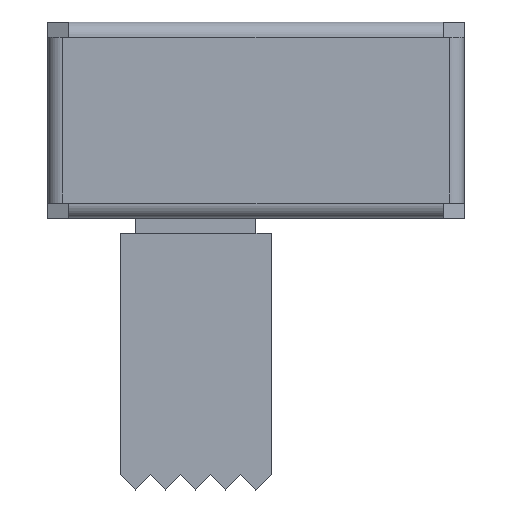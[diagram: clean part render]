
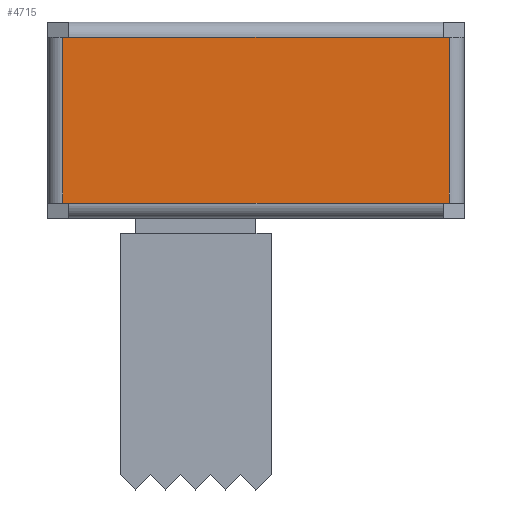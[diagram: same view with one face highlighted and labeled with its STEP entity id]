
A CAD part, top view. The second image highlights one B-rep face of the part: STEP entity #4715.
In plain terms, the highlighted planar face has unit normal (0, 0, 1).
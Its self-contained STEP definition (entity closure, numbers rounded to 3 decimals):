
#229=FACE_OUTER_BOUND('',#480,.T.);
#480=EDGE_LOOP('',(#3922,#3923,#3924,#3925,#3926,#3927,#3928,#3929));
#1128=LINE('',#7480,#1755);
#1131=LINE('',#7487,#1758);
#1132=LINE('',#7489,#1759);
#1133=LINE('',#7491,#1760);
#1134=LINE('',#7493,#1761);
#1135=LINE('',#7495,#1762);
#1136=LINE('',#7497,#1763);
#1137=LINE('',#7498,#1764);
#1755=VECTOR('',#6065,12.4);
#1758=VECTOR('',#6074,0.2);
#1759=VECTOR('',#6075,5.5);
#1760=VECTOR('',#6076,0.2);
#1761=VECTOR('',#6077,12.4);
#1762=VECTOR('',#6078,0.2);
#1763=VECTOR('',#6079,5.5);
#1764=VECTOR('',#6080,0.2);
#2265=VERTEX_POINT('',#7477);
#2266=VERTEX_POINT('',#7479);
#2267=VERTEX_POINT('',#7486);
#2268=VERTEX_POINT('',#7488);
#2269=VERTEX_POINT('',#7490);
#2270=VERTEX_POINT('',#7492);
#2271=VERTEX_POINT('',#7494);
#2272=VERTEX_POINT('',#7496);
#2861=EDGE_CURVE('',#2265,#2266,#1128,.T.);
#2865=EDGE_CURVE('',#2265,#2267,#1131,.T.);
#2866=EDGE_CURVE('',#2268,#2267,#1132,.T.);
#2867=EDGE_CURVE('',#2268,#2269,#1133,.T.);
#2868=EDGE_CURVE('',#2270,#2269,#1134,.T.);
#2869=EDGE_CURVE('',#2270,#2271,#1135,.T.);
#2870=EDGE_CURVE('',#2272,#2271,#1136,.T.);
#2871=EDGE_CURVE('',#2272,#2266,#1137,.T.);
#3922=ORIENTED_EDGE('',*,*,#2861,.F.);
#3923=ORIENTED_EDGE('',*,*,#2865,.T.);
#3924=ORIENTED_EDGE('',*,*,#2866,.F.);
#3925=ORIENTED_EDGE('',*,*,#2867,.T.);
#3926=ORIENTED_EDGE('',*,*,#2868,.F.);
#3927=ORIENTED_EDGE('',*,*,#2869,.T.);
#3928=ORIENTED_EDGE('',*,*,#2870,.F.);
#3929=ORIENTED_EDGE('',*,*,#2871,.T.);
#4482=PLANE('',#5025);
#4715=ADVANCED_FACE('',(#229),#4482,.T.);
#5025=AXIS2_PLACEMENT_3D('',#7485,#6072,#6073);
#6065=DIRECTION('',(-1.,0.,0.));
#6072=DIRECTION('center_axis',(0.,0.,1.));
#6073=DIRECTION('ref_axis',(1.,0.,0.));
#6074=DIRECTION('',(1.,0.,0.));
#6075=DIRECTION('',(0.,-1.,0.));
#6076=DIRECTION('',(-1.,0.,0.));
#6077=DIRECTION('',(1.,0.,0.));
#6078=DIRECTION('',(-1.,0.,0.));
#6079=DIRECTION('',(0.,1.,0.));
#6080=DIRECTION('',(1.,0.,0.));
#7477=CARTESIAN_POINT('',(6.2,0.5,6.));
#7479=CARTESIAN_POINT('',(-6.2,0.5,6.));
#7480=CARTESIAN_POINT('',(6.2,0.5,6.));
#7485=CARTESIAN_POINT('Origin',(0.,0.,6.));
#7486=CARTESIAN_POINT('',(6.4,0.5,6.));
#7487=CARTESIAN_POINT('',(6.2,0.5,6.));
#7488=CARTESIAN_POINT('',(6.4,6.,6.));
#7489=CARTESIAN_POINT('',(6.4,6.,6.));
#7490=CARTESIAN_POINT('',(6.2,6.,6.));
#7491=CARTESIAN_POINT('',(6.4,6.,6.));
#7492=CARTESIAN_POINT('',(-6.2,6.,6.));
#7493=CARTESIAN_POINT('',(-6.2,6.,6.));
#7494=CARTESIAN_POINT('',(-6.4,6.,6.));
#7495=CARTESIAN_POINT('',(-6.2,6.,6.));
#7496=CARTESIAN_POINT('',(-6.4,0.5,6.));
#7497=CARTESIAN_POINT('',(-6.4,0.5,6.));
#7498=CARTESIAN_POINT('',(-6.4,0.5,6.));
